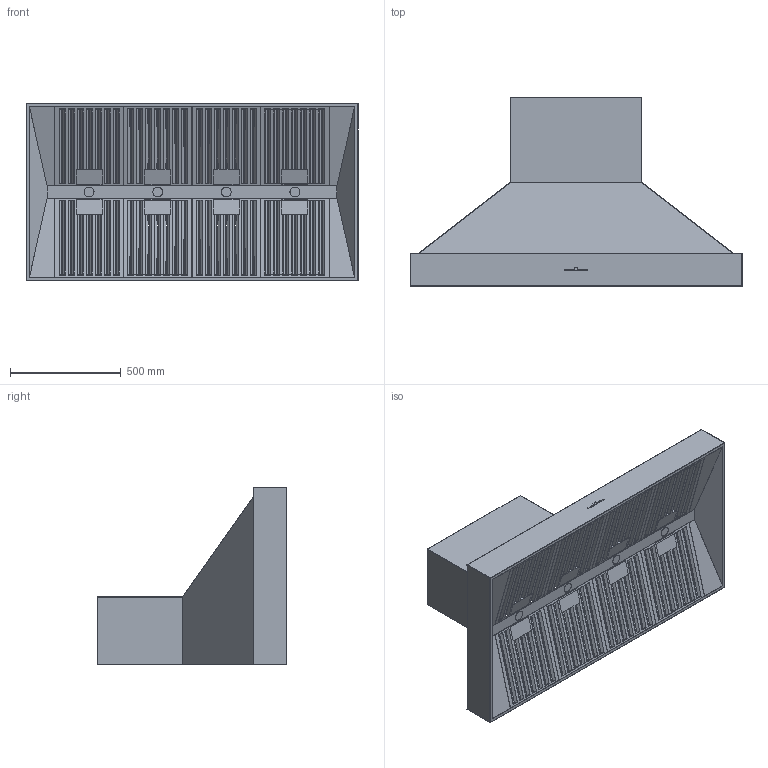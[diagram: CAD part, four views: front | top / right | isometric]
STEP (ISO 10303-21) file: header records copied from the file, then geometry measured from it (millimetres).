
FILE_DESCRIPTION (( 'STEP AP214' ), '1' );
FILE_NAME ('CL8915(Black).STEP', '2023-05-28T09:27:44', ( '' ), ( '' ), 'SwSTEP 2.0', 'SolidWorks 2021', '' );
FILE_SCHEMA (( 'AUTOMOTIVE_DESIGN' ));
Length unit declared in the file: millimetre
Products named in the file (1): CL8915(Black)
Bounding box: 1500 x 855 x 800 mm (x, y, z)
Surface area: 8174360 mm2 (no closed solid volume)
Topology: 0 solids, 22 shells, 943 faces, 2492 edges, 1568 vertices
Faces by surface type: plane 817, cylinder 78, bspline 40, sphere 6, torus 2
Entity records: 30236 total; most frequent: CARTESIAN_POINT 6396, ORIENTED_EDGE 4948, DIRECTION 4224, EDGE_CURVE 2486, LINE 2088, VECTOR 2088, VERTEX_POINT 1568, AXIS2_PLACEMENT_3D 1068
